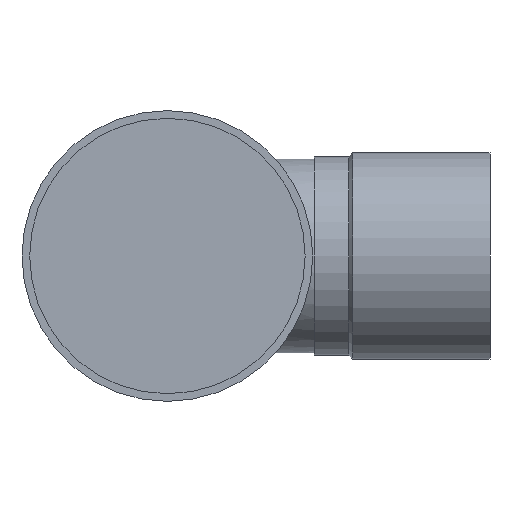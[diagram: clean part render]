
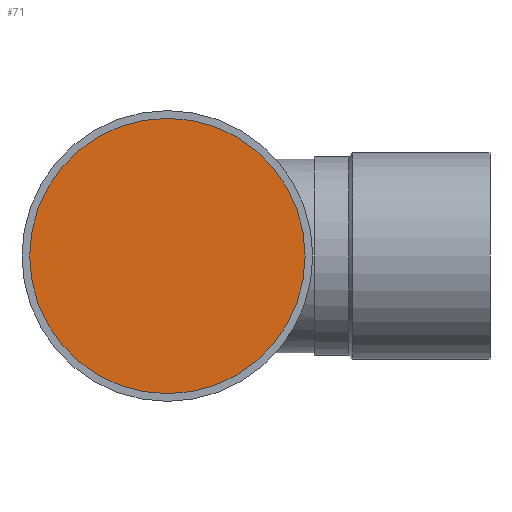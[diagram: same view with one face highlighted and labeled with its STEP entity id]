
A CAD part, front view. The second image highlights one B-rep face of the part: STEP entity #71.
In plain terms, the highlighted planar face has unit normal (0, -1, 0).
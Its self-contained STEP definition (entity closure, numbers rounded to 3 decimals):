
#71 = ADVANCED_FACE( '', ( #153 ), #154, .F. );
#153 = FACE_OUTER_BOUND( '', #234, .T. );
#154 = PLANE( '', #235 );
#234 = EDGE_LOOP( '', ( #337 ) );
#235 = AXIS2_PLACEMENT_3D( '', #338, #339, #340 );
#337 = ORIENTED_EDGE( '', *, *, #395, .F. );
#338 = CARTESIAN_POINT( '', ( 0., -76., 0. ) );
#339 = DIRECTION( '', ( 0., 1., 0. ) );
#340 = DIRECTION( '', ( 0., 0., 1. ) );
#395 = EDGE_CURVE( '', #449, #449, #450, .T. );
#449 = VERTEX_POINT( '', #651 );
#450 = CIRCLE( '', #652, 54. );
#651 = CARTESIAN_POINT( '', ( 54., -76., 0. ) );
#652 = AXIS2_PLACEMENT_3D( '', #707, #708, #709 );
#707 = CARTESIAN_POINT( '', ( 0., -76., 0. ) );
#708 = DIRECTION( '', ( 0., 1., 0. ) );
#709 = DIRECTION( '', ( 1., 0., 0. ) );
